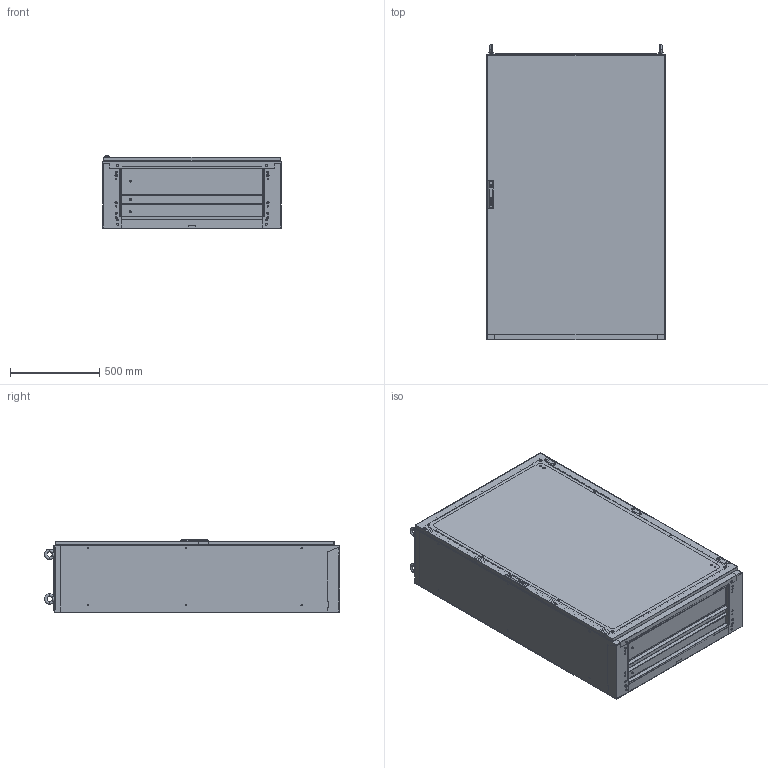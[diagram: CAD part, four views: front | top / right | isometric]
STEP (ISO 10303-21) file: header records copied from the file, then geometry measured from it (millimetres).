
FILE_DESCRIPTION (( 'STEP AP214' ), '1' );
FILE_NAME ('0390-1016-40-17.step', '2022-07-28T11:01:50', ( '' ), ( '' ), 'SwSTEP 2.0', 'SolidWorks 2019', '' );
FILE_SCHEMA (( 'AUTOMOTIVE_DESIGN' ));
Length unit declared in the file: millimetre
Products named in the file (14): 3080-9036-03-48 Schutzleiterschraube; MontageplatteZubehoer_s; MontageplatteKPL_s_0348-1016-00-13; 0390-1016-40-17; MPGleitschuh_s; arretierwinkel_li_s; TuerR_s_0395-1016-00-97; Dachplatte_ss_0390-1000-40-07; Bodenplattensatz_s_0396-1000-40-03; Korpus_ss_1016-40; Montageplatte_s_1016; rasthalterung_re_s; rasthalterung_li_s; arretierwinkel_re_s
Assembly tree (14 placements, depth 4):
  0390-1016-40-17
    Korpus_ss_1016-40
    TuerR_s_0395-1016-00-97
    Dachplatte_ss_0390-1000-40-07
    Bodenplattensatz_s_0396-1000-40-03
    MontageplatteKPL_s_0348-1016-00-13
      Montageplatte_s_1016
      MontageplatteZubehoer_s
        arretierwinkel_li_s
        arretierwinkel_re_s
        rasthalterung_li_s
        rasthalterung_re_s
        3080-9036-03-48 Schutzleiterschraube
        MPGleitschuh_s  x2
Bounding box: 1000 x 1657.99 x 407.5 mm (x, y, z)
Volume: 16476274.4 mm3; surface area: 16193245.6 mm2
Topology: 65 solids, 65 shells, 4827 faces, 12715 edges, 8401 vertices
Faces by surface type: plane 2726, cylinder 1856, cone 207, torus 24, bspline 14
Entity records: 180189 total; most frequent: CARTESIAN_POINT 28129, DIRECTION 25965, ORIENTED_EDGE 25322, EDGE_CURVE 12661, AXIS2_PLACEMENT_3D 8827, VERTEX_POINT 8367, LINE 8311, VECTOR 8311
